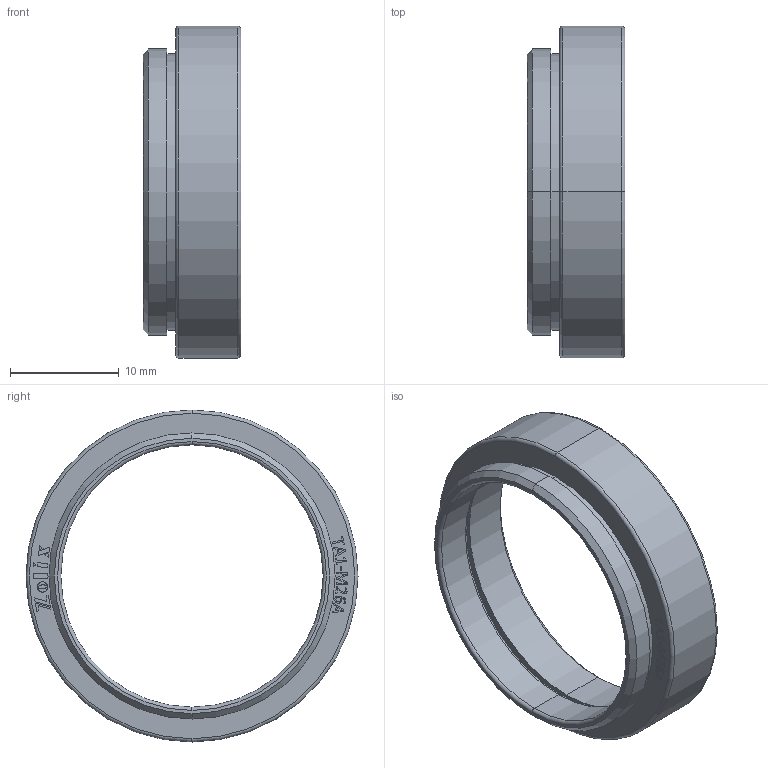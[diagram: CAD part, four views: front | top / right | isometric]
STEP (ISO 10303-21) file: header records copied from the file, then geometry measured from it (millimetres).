
FILE_DESCRIPTION (( 'STEP AP203' ), '1' );
FILE_NAME ('TA1-M26A.STEP', '2025-10-17T05:46:57', ( '' ), ( '' ), 'SwSTEP 2.0', 'SolidWorks 2020', '' );
FILE_SCHEMA (( 'CONFIG_CONTROL_DESIGN' ));
Length unit declared in the file: millimetre
Products named in the file (1): TA1-M26A
Bounding box: 9 x 30.5 x 30.5 mm (x, y, z)
Volume: 1548.2 mm3; surface area: 2196.5 mm2
Topology: 1 solids, 1 shells, 312 faces, 843 edges, 558 vertices
Faces by surface type: plane 215, bspline 73, cylinder 12, torus 8, cone 4
Entity records: 11390 total; most frequent: CARTESIAN_POINT 4663, ORIENTED_EDGE 1686, DIRECTION 849, EDGE_CURVE 843, VERTEX_POINT 558, B_SPLINE_CURVE_WITH_KNOTS 518, EDGE_LOOP 339, ADVANCED_FACE 312
